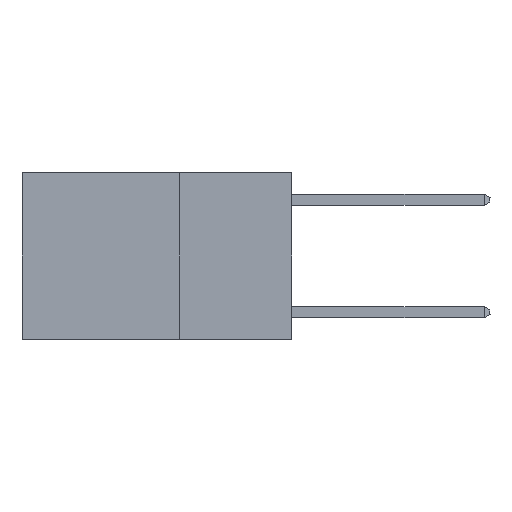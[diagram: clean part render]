
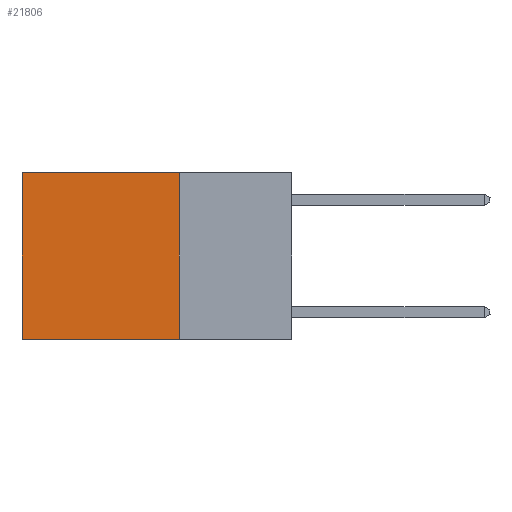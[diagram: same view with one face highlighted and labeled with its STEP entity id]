
A CAD part, left-side view. The second image highlights one B-rep face of the part: STEP entity #21806.
In plain terms, the highlighted planar face has unit normal (-1, 0, 0).
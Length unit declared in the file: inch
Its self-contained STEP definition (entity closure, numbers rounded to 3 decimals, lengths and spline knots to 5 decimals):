
#779 = EDGE_LOOP ( 'NONE', ( #17777, #7331, #27934, #26037 ) ) ;
#954 = EDGE_CURVE ( 'NONE', #11248, #27792, #18173, .T. ) ;
#1409 = CARTESIAN_POINT ( 'NONE',  ( 0.2625, 0.25, 0. ) ) ;
#2414 = EDGE_CURVE ( 'NONE', #11248, #2793, #20907, .T. ) ;
#2793 = VERTEX_POINT ( 'NONE', #25669 ) ;
#3283 = CARTESIAN_POINT ( 'NONE',  ( 0.2625, 0.25, -0.37 ) ) ;
#4188 = DIRECTION ( 'NONE',  ( 0., 0., -1. ) ) ;
#6053 = VERTEX_POINT ( 'NONE', #22411 ) ;
#7331 = ORIENTED_EDGE ( 'NONE', *, *, #30854, .F. ) ;
#8056 = LINE ( 'NONE', #3283, #12008 ) ;
#9098 = EDGE_CURVE ( 'NONE', #27792, #6053, #29082, .T. ) ;
#9454 = DIRECTION ( 'NONE',  ( 0., 0., -1. ) ) ;
#10234 = VECTOR ( 'NONE', #13047, 39.37008 ) ;
#11248 = VERTEX_POINT ( 'NONE', #1409 ) ;
#12008 = VECTOR ( 'NONE', #22903, 39.37008 ) ;
#13047 = DIRECTION ( 'NONE',  ( 0., 1., 0. ) ) ;
#13213 = CARTESIAN_POINT ( 'NONE',  ( 0.2625, 0.25, 0. ) ) ;
#14894 = CARTESIAN_POINT ( 'NONE',  ( 0.2625, 0.6, 0. ) ) ;
#15306 = AXIS2_PLACEMENT_3D ( 'NONE', #19318, #21679, #4188 ) ;
#16140 = DIRECTION ( 'NONE',  ( 0., 0., -1. ) ) ;
#17777 = ORIENTED_EDGE ( 'NONE', *, *, #9098, .T. ) ;
#18173 = LINE ( 'NONE', #13213, #10234 ) ;
#19318 = CARTESIAN_POINT ( 'NONE',  ( 0.2625, 0.25, 0. ) ) ;
#20432 = CARTESIAN_POINT ( 'NONE',  ( 0.2625, 0.25, 0. ) ) ;
#20907 = LINE ( 'NONE', #20432, #23061 ) ;
#21358 = VECTOR ( 'NONE', #9454, 39.37008 ) ;
#21679 = DIRECTION ( 'NONE',  ( 1., 0., 0. ) ) ;
#21806 = ADVANCED_FACE ( 'NONE', ( #24399 ), #26945, .F. ) ;
#22411 = CARTESIAN_POINT ( 'NONE',  ( 0.2625, 0.6, -0.37 ) ) ;
#22903 = DIRECTION ( 'NONE',  ( 0., 1., 0. ) ) ;
#23046 = CARTESIAN_POINT ( 'NONE',  ( 0.2625, 0.6, 0. ) ) ;
#23061 = VECTOR ( 'NONE', #16140, 39.37008 ) ;
#24399 = FACE_OUTER_BOUND ( 'NONE', #779, .T. ) ;
#25669 = CARTESIAN_POINT ( 'NONE',  ( 0.2625, 0.25, -0.37 ) ) ;
#26037 = ORIENTED_EDGE ( 'NONE', *, *, #954, .T. ) ;
#26945 = PLANE ( 'NONE',  #15306 ) ;
#27792 = VERTEX_POINT ( 'NONE', #23046 ) ;
#27934 = ORIENTED_EDGE ( 'NONE', *, *, #2414, .F. ) ;
#29082 = LINE ( 'NONE', #14894, #21358 ) ;
#30854 = EDGE_CURVE ( 'NONE', #2793, #6053, #8056, .T. ) ;
